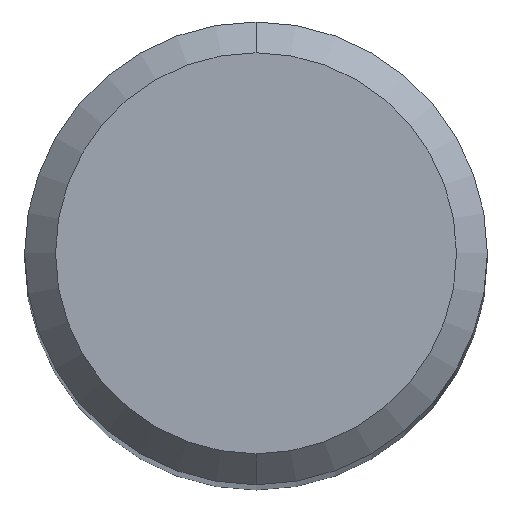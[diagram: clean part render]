
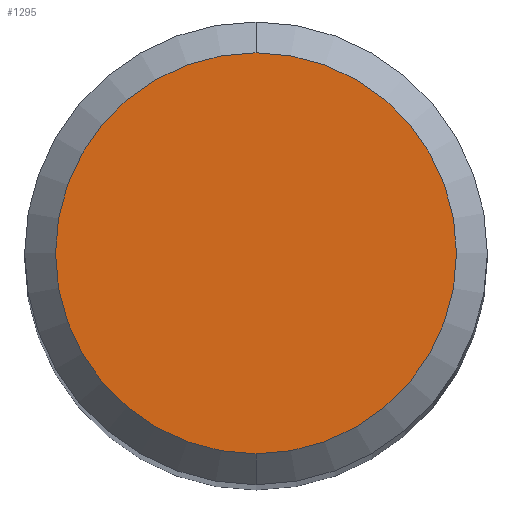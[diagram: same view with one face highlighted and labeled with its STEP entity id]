
A CAD part, top view. The second image highlights one B-rep face of the part: STEP entity #1295.
In plain terms, the highlighted planar face has unit normal (0, 0, 1).
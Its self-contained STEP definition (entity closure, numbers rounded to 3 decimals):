
#817=EDGE_CURVE('',#1947,#1797,#2156,.T.);
#1295=ADVANCED_FACE('',(#2678),#2679,.T.);
#1797=VERTEX_POINT('',#3222);
#1917=EDGE_CURVE('',#1797,#1947,#3356,.T.);
#1947=VERTEX_POINT('',#3388);
#2156=CIRCLE('',#4479,2.6);
#2678=FACE_OUTER_BOUND('',#9014,.T.);
#2679=PLANE('',#9015);
#3222=CARTESIAN_POINT('',(0.,-2.6,0.0));
#3356=CIRCLE('',#16556,2.6);
#3388=CARTESIAN_POINT('',(0.0,2.6,0.0));
#4479=AXIS2_PLACEMENT_3D('',#17128,#17129,#17130);
#9014=EDGE_LOOP('',(#17594,#17595));
#9015=AXIS2_PLACEMENT_3D('',#17596,#17597,#17598);
#16556=AXIS2_PLACEMENT_3D('',#18206,#18207,#18208);
#17128=CARTESIAN_POINT('',(0.0,0.0,0.0));
#17129=DIRECTION('',(0.0,0.0,-1.0));
#17130=DIRECTION('',(0.0,1.0,0.0));
#17594=ORIENTED_EDGE('',*,*,#817,.F.);
#17595=ORIENTED_EDGE('',*,*,#1917,.F.);
#17596=CARTESIAN_POINT('',(0.0,1.3,0.0));
#17597=DIRECTION('',(-0.0,0.0,1.0));
#17598=DIRECTION('',(0.0,-1.0,0.0));
#18206=CARTESIAN_POINT('',(0.0,0.0,0.0));
#18207=DIRECTION('',(0.0,0.0,-1.0));
#18208=DIRECTION('',(0.0,1.0,0.0));
